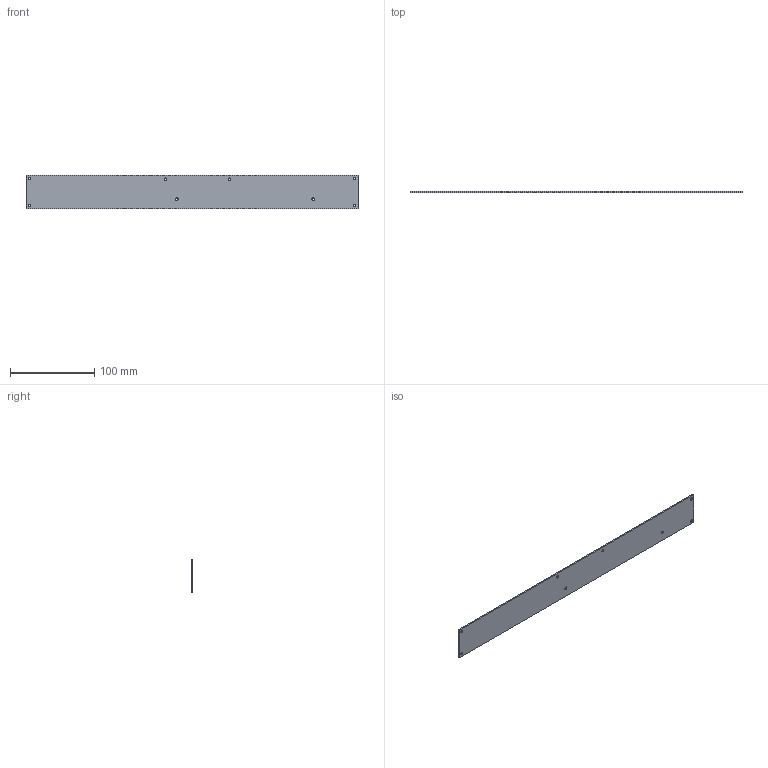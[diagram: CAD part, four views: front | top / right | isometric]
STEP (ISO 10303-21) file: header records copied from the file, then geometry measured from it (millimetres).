
FILE_DESCRIPTION (( 'STEP AP214' ), '1' );
FILE_NAME ('Sidepanel_Right.STEP', '2022-05-03T08:49:22', ( '' ), ( '' ), 'SwSTEP 2.0', 'SolidWorks 2022', '' );
FILE_SCHEMA (( 'AUTOMOTIVE_DESIGN' ));
Length unit declared in the file: millimetre
Products named in the file (1): Sidepanel_Right
Bounding box: 393 x 1.5 x 40 mm (x, y, z)
Volume: 23434.9 mm3; surface area: 32694.3 mm2
Topology: 1 solids, 1 shells, 38 faces, 92 edges, 56 vertices
Faces by surface type: cone 16, cylinder 16, plane 6
Entity records: 1182 total; most frequent: DIRECTION 218, CARTESIAN_POINT 187, ORIENTED_EDGE 184, EDGE_CURVE 92, AXIS2_PLACEMENT_3D 87, VERTEX_POINT 56, EDGE_LOOP 54, CIRCLE 48
